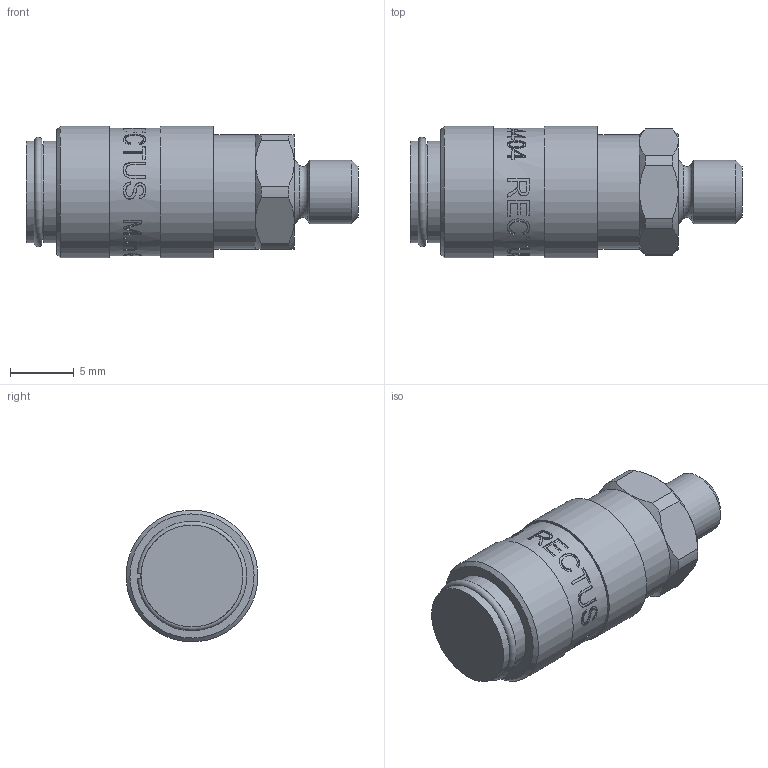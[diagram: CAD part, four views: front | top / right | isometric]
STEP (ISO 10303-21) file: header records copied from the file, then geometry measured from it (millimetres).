
FILE_DESCRIPTION((''),'2;1');
FILE_NAME('20kbam05evx.stp','2014-03-20T11:08:46',('IA176480'),(''),'Autodesk Inventor 2013','Autodesk Inventor 2013','');
FILE_SCHEMA(('AUTOMOTIVE_DESIGN { 1 0 10303 214 1 1 1 1 }'));
Length unit declared in the file: millimetre
Products named in the file (1): D109646
Bounding box: 26.05 x 10.35 x 10.35 mm (x, y, z)
Volume: 1502.8 mm3; surface area: 1907.3 mm2
Topology: 2 solids, 5 shells, 408 faces, 1049 edges, 689 vertices
Faces by surface type: plane 167, bspline 144, cylinder 62, cone 29, torus 6
Full cylindrical faces by diameter (mm): 5 x1, 6.467 x1, 6.5 x1, 6.8 x1, 7.3 x1, 7.4 x1, 7.46 x1, 7.8 x1, 8 x5, 8.1 x1, 8.15 x2, 9 x1, 9.15 x1, 9.2 x1, 10 x1, 10.35 x2
Entity records: 47560 total; most frequent: CARTESIAN_POINT 38627, ORIENTED_EDGE 1988, DIRECTION 1222, EDGE_CURVE 994, VERTEX_POINT 677, EDGE_LOOP 499, B_SPLINE_CURVE_WITH_KNOTS 435, AXIS2_PLACEMENT_3D 422
